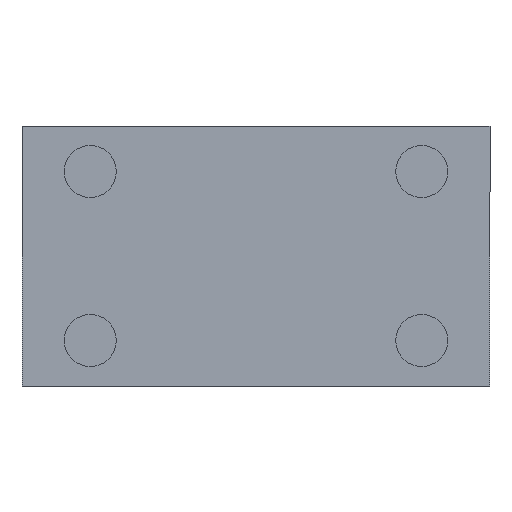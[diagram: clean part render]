
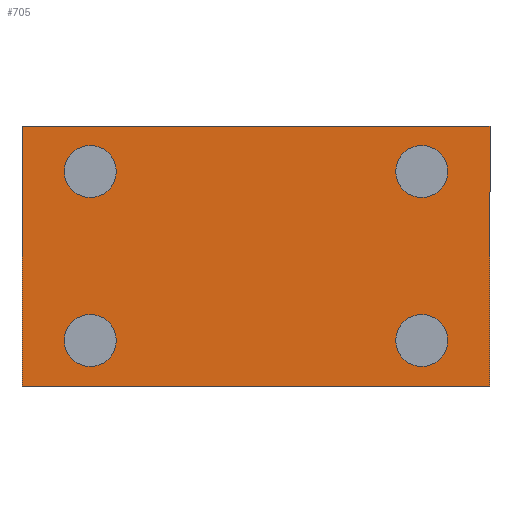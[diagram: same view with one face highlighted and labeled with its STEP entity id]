
A CAD part, front view. The second image highlights one B-rep face of the part: STEP entity #705.
In plain terms, the highlighted planar face has unit normal (0, -1, 0).
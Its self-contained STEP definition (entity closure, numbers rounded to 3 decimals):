
#11 = FACE_BOUND ( 'NONE', #670, .T. ) ;
#12 = LINE ( 'NONE', #543, #611 ) ;
#27 = CARTESIAN_POINT ( 'NONE',  ( 1.275, 0., 0.45 ) ) ;
#40 = CARTESIAN_POINT ( 'NONE',  ( 1.275, 0., -0.65 ) ) ;
#51 = DIRECTION ( 'NONE',  ( 0., -1., 0. ) ) ;
#67 = CARTESIAN_POINT ( 'NONE',  ( -1.275, 0., -0.45 ) ) ;
#68 = ORIENTED_EDGE ( 'NONE', *, *, #87, .F. ) ;
#73 = VECTOR ( 'NONE', #579, 1000. ) ;
#80 = AXIS2_PLACEMENT_3D ( 'NONE', #419, #188, #133 ) ;
#87 = EDGE_CURVE ( 'NONE', #222, #404, #268, .T. ) ;
#91 = LINE ( 'NONE', #581, #73 ) ;
#97 = ORIENTED_EDGE ( 'NONE', *, *, #177, .F. ) ;
#99 = EDGE_CURVE ( 'NONE', #472, #201, #469, .T. ) ;
#104 = DIRECTION ( 'NONE',  ( 0., 0., 1. ) ) ;
#105 = CARTESIAN_POINT ( 'NONE',  ( 1.275, 0., 0.65 ) ) ;
#113 = CARTESIAN_POINT ( 'NONE',  ( 1.275, 0., -0.45 ) ) ;
#114 = DIRECTION ( 'NONE',  ( 0., -1., 0. ) ) ;
#117 = ORIENTED_EDGE ( 'NONE', *, *, #125, .F. ) ;
#119 = DIRECTION ( 'NONE',  ( 0., 0., 1. ) ) ;
#125 = EDGE_CURVE ( 'NONE', #718, #744, #275, .T. ) ;
#133 = DIRECTION ( 'NONE',  ( 0., 0., 1. ) ) ;
#135 = DIRECTION ( 'NONE',  ( 0., 0., 1. ) ) ;
#136 = ORIENTED_EDGE ( 'NONE', *, *, #200, .F. ) ;
#142 = EDGE_LOOP ( 'NONE', ( #387, #187 ) ) ;
#156 = EDGE_CURVE ( 'NONE', #201, #472, #750, .T. ) ;
#172 = CARTESIAN_POINT ( 'NONE',  ( 0., 0., 0. ) ) ;
#177 = EDGE_CURVE ( 'NONE', #404, #222, #622, .T. ) ;
#187 = ORIENTED_EDGE ( 'NONE', *, *, #453, .F. ) ;
#188 = DIRECTION ( 'NONE',  ( 0., -1., 0. ) ) ;
#195 = CARTESIAN_POINT ( 'NONE',  ( -1.275, 0., -0.85 ) ) ;
#200 = EDGE_CURVE ( 'NONE', #300, #735, #91, .T. ) ;
#201 = VERTEX_POINT ( 'NONE', #521 ) ;
#222 = VERTEX_POINT ( 'NONE', #113 ) ;
#223 = VERTEX_POINT ( 'NONE', #755 ) ;
#240 = DIRECTION ( 'NONE',  ( 0., 0., 1. ) ) ;
#245 = ORIENTED_EDGE ( 'NONE', *, *, #612, .F. ) ;
#248 = AXIS2_PLACEMENT_3D ( 'NONE', #324, #380, #135 ) ;
#264 = VERTEX_POINT ( 'NONE', #653 ) ;
#268 = CIRCLE ( 'NONE', #334, 0.2 ) ;
#275 = CIRCLE ( 'NONE', #408, 0.2 ) ;
#287 = CARTESIAN_POINT ( 'NONE',  ( -1.275, 0., 0.85 ) ) ;
#292 = ORIENTED_EDGE ( 'NONE', *, *, #520, .F. ) ;
#300 = VERTEX_POINT ( 'NONE', #535 ) ;
#324 = CARTESIAN_POINT ( 'NONE',  ( -1.275, 0., -0.65 ) ) ;
#329 = FACE_BOUND ( 'NONE', #395, .T. ) ;
#334 = AXIS2_PLACEMENT_3D ( 'NONE', #40, #505, #104 ) ;
#347 = EDGE_CURVE ( 'NONE', #418, #378, #692, .T. ) ;
#356 = PLANE ( 'NONE',  #634 ) ;
#359 = VECTOR ( 'NONE', #672, 1000. ) ;
#362 = EDGE_LOOP ( 'NONE', ( #68, #97 ) ) ;
#364 = DIRECTION ( 'NONE',  ( 0., 0., 1. ) ) ;
#371 = DIRECTION ( 'NONE',  ( 1., 0., 0. ) ) ;
#372 = CIRCLE ( 'NONE', #248, 0.2 ) ;
#374 = EDGE_CURVE ( 'NONE', #223, #264, #391, .T. ) ;
#376 = AXIS2_PLACEMENT_3D ( 'NONE', #490, #434, #437 ) ;
#378 = VERTEX_POINT ( 'NONE', #195 ) ;
#379 = AXIS2_PLACEMENT_3D ( 'NONE', #105, #51, #683 ) ;
#380 = DIRECTION ( 'NONE',  ( 0., -1., 0. ) ) ;
#387 = ORIENTED_EDGE ( 'NONE', *, *, #347, .F. ) ;
#390 = CARTESIAN_POINT ( 'NONE',  ( -1.8, 0., -1. ) ) ;
#391 = LINE ( 'NONE', #533, #531 ) ;
#395 = EDGE_LOOP ( 'NONE', ( #117, #488 ) ) ;
#403 = ORIENTED_EDGE ( 'NONE', *, *, #156, .F. ) ;
#404 = VERTEX_POINT ( 'NONE', #659 ) ;
#407 = FACE_BOUND ( 'NONE', #142, .T. ) ;
#408 = AXIS2_PLACEMENT_3D ( 'NONE', #742, #626, #364 ) ;
#418 = VERTEX_POINT ( 'NONE', #67 ) ;
#419 = CARTESIAN_POINT ( 'NONE',  ( -1.275, 0., -0.65 ) ) ;
#434 = DIRECTION ( 'NONE',  ( 0., -1., 0. ) ) ;
#435 = EDGE_LOOP ( 'NONE', ( #292, #689, #245, #136 ) ) ;
#437 = DIRECTION ( 'NONE',  ( 0., 0., 1. ) ) ;
#452 = CARTESIAN_POINT ( 'NONE',  ( -1.275, 0., 0.45 ) ) ;
#453 = EDGE_CURVE ( 'NONE', #378, #418, #372, .T. ) ;
#461 = CARTESIAN_POINT ( 'NONE',  ( -1.8, 0., -1. ) ) ;
#467 = DIRECTION ( 'NONE',  ( 0., -1., 0. ) ) ;
#469 = CIRCLE ( 'NONE', #379, 0.2 ) ;
#472 = VERTEX_POINT ( 'NONE', #27 ) ;
#473 = FACE_BOUND ( 'NONE', #362, .T. ) ;
#478 = AXIS2_PLACEMENT_3D ( 'NONE', #583, #114, #240 ) ;
#485 = DIRECTION ( 'NONE',  ( 0., 0., -1. ) ) ;
#488 = ORIENTED_EDGE ( 'NONE', *, *, #517, .F. ) ;
#490 = CARTESIAN_POINT ( 'NONE',  ( -1.275, 0., 0.65 ) ) ;
#500 = CIRCLE ( 'NONE', #376, 0.2 ) ;
#505 = DIRECTION ( 'NONE',  ( 0., -1., 0. ) ) ;
#517 = EDGE_CURVE ( 'NONE', #744, #718, #500, .T. ) ;
#518 = LINE ( 'NONE', #390, #359 ) ;
#520 = EDGE_CURVE ( 'NONE', #264, #300, #12, .T. ) ;
#521 = CARTESIAN_POINT ( 'NONE',  ( 1.275, 0., 0.85 ) ) ;
#531 = VECTOR ( 'NONE', #371, 1000. ) ;
#533 = CARTESIAN_POINT ( 'NONE',  ( -1.8, 0., 1. ) ) ;
#535 = CARTESIAN_POINT ( 'NONE',  ( 1.8, 0., -1. ) ) ;
#543 = CARTESIAN_POINT ( 'NONE',  ( 1.8, 0., -1. ) ) ;
#579 = DIRECTION ( 'NONE',  ( -1., 0., 0. ) ) ;
#581 = CARTESIAN_POINT ( 'NONE',  ( -1.8, 0., -1. ) ) ;
#583 = CARTESIAN_POINT ( 'NONE',  ( 1.275, 0., 0.65 ) ) ;
#587 = FACE_OUTER_BOUND ( 'NONE', #435, .T. ) ;
#597 = AXIS2_PLACEMENT_3D ( 'NONE', #644, #467, #119 ) ;
#611 = VECTOR ( 'NONE', #485, 1000. ) ;
#612 = EDGE_CURVE ( 'NONE', #735, #223, #518, .T. ) ;
#622 = CIRCLE ( 'NONE', #597, 0.2 ) ;
#626 = DIRECTION ( 'NONE',  ( 0., -1., 0. ) ) ;
#634 = AXIS2_PLACEMENT_3D ( 'NONE', #172, #684, #752 ) ;
#644 = CARTESIAN_POINT ( 'NONE',  ( 1.275, 0., -0.65 ) ) ;
#653 = CARTESIAN_POINT ( 'NONE',  ( 1.8, 0., 1. ) ) ;
#659 = CARTESIAN_POINT ( 'NONE',  ( 1.275, 0., -0.85 ) ) ;
#670 = EDGE_LOOP ( 'NONE', ( #403, #679 ) ) ;
#672 = DIRECTION ( 'NONE',  ( 0., 0., 1. ) ) ;
#679 = ORIENTED_EDGE ( 'NONE', *, *, #99, .F. ) ;
#683 = DIRECTION ( 'NONE',  ( 0., 0., 1. ) ) ;
#684 = DIRECTION ( 'NONE',  ( 0., 1., 0. ) ) ;
#689 = ORIENTED_EDGE ( 'NONE', *, *, #374, .F. ) ;
#692 = CIRCLE ( 'NONE', #80, 0.2 ) ;
#705 = ADVANCED_FACE ( 'NONE', ( #473, #11, #407, #329, #587 ), #356, .F. ) ;
#718 = VERTEX_POINT ( 'NONE', #287 ) ;
#735 = VERTEX_POINT ( 'NONE', #461 ) ;
#742 = CARTESIAN_POINT ( 'NONE',  ( -1.275, 0., 0.65 ) ) ;
#744 = VERTEX_POINT ( 'NONE', #452 ) ;
#750 = CIRCLE ( 'NONE', #478, 0.2 ) ;
#752 = DIRECTION ( 'NONE',  ( 0., 0., 1. ) ) ;
#755 = CARTESIAN_POINT ( 'NONE',  ( -1.8, 0., 1. ) ) ;
